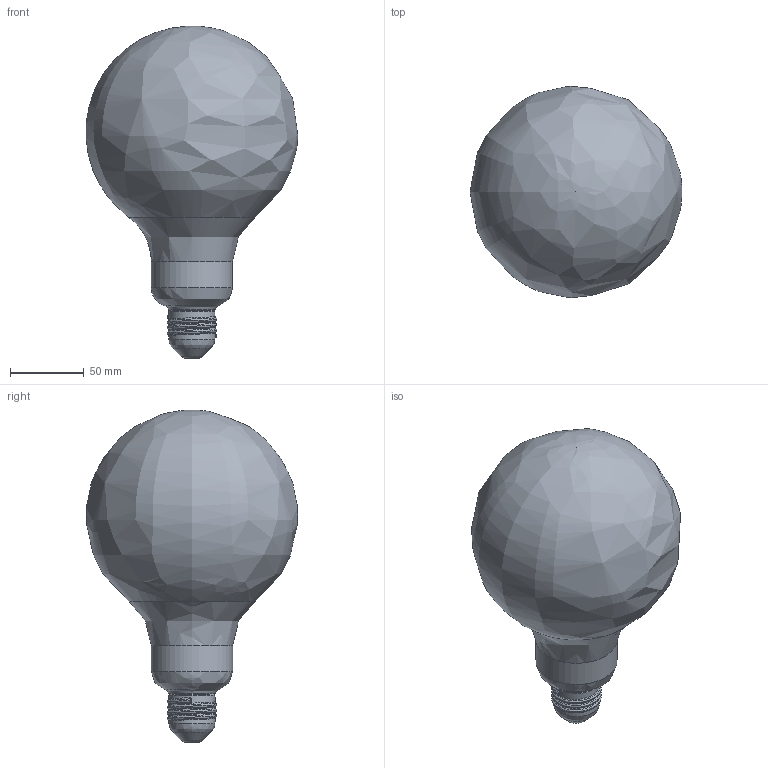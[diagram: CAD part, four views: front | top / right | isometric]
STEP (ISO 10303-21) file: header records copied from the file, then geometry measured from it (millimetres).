
FILE_DESCRIPTION(('FreeCAD Model'),'2;1');
FILE_NAME('Open CASCADE Shape Model','2025-04-30T11:29:44',('FreeCAD'),( 'FreeCAD'),'Open CASCADE STEP processor 7.6','FreeCAD','Unknown');
FILE_SCHEMA(('AUTOMOTIVE_DESIGN { 1 0 10303 214 1 1 1 1 }'));
Length unit declared in the file: millimetre
Products named in the file (1): Open CASCADE STEP translator 7.6 1
Bounding box: 143.14 x 142.79 x 224.38 mm (x, y, z)
Volume: 113490.5 mm3; surface area: 157674.2 mm2
Topology: 15 solids, 15 shells, 180 faces, 359 edges, 210 vertices
Faces by surface type: bspline 180
Entity records: 6745 total; most frequent: CARTESIAN_POINT 4622, ORIENTED_EDGE 714, EDGE_CURVE 357, VERTEX_POINT 210, FACE_BOUND 183, EDGE_LOOP 183, ADVANCED_FACE 180, B_SPLINE_CURVE_WITH_KNOTS 174
